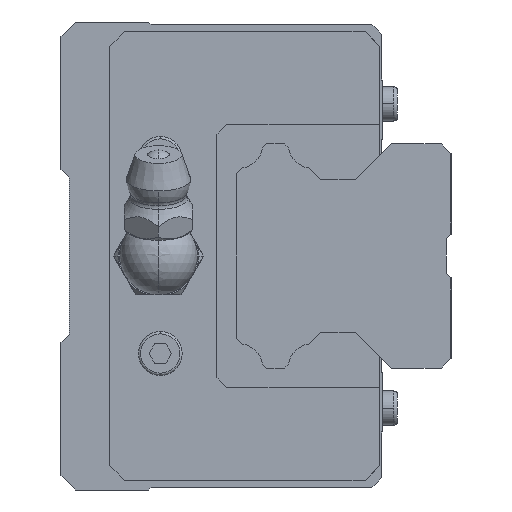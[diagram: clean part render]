
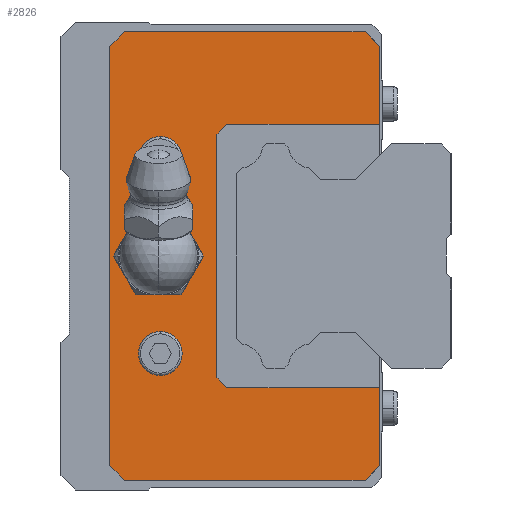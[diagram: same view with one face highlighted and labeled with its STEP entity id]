
A CAD part, left-side view. The second image highlights one B-rep face of the part: STEP entity #2826.
In plain terms, the highlighted planar face has unit normal (-1, 0, 0).
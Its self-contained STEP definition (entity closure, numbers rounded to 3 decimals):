
#2042 = EDGE_CURVE( '', #3376, #4038, #5504, .T. );
#2048 = EDGE_CURVE( '', #2436, #2786, #5511, .T. );
#2066 = EDGE_CURVE( '', #3848, #3800, #5530, .T. );
#2096 = EDGE_CURVE( '', #2158, #4016, #5566, .T. );
#2100 = EDGE_CURVE( '', #4910, #3376, #5570, .T. );
#2158 = VERTEX_POINT( '', #5632 );
#2380 = VERTEX_POINT( '', #5878 );
#2436 = VERTEX_POINT( '', #5942 );
#2462 = EDGE_CURVE( '', #2638, #3848, #5971, .T. );
#2638 = VERTEX_POINT( '', #6167 );
#2786 = VERTEX_POINT( '', #6328 );
#2826 = ADVANCED_FACE( '', ( #6376, #6377, #6378, #6379 ), #6380, .F. );
#2936 = EDGE_CURVE( '', #4250, #4760, #6502, .T. );
#2992 = EDGE_CURVE( '', #4016, #2158, #6563, .T. );
#3064 = EDGE_CURVE( '', #4760, #3754, #6642, .T. );
#3376 = VERTEX_POINT( '', #6982 );
#3458 = EDGE_CURVE( '', #3754, #4206, #7070, .T. );
#3570 = EDGE_CURVE( '', #3720, #4346, #7198, .T. );
#3614 = EDGE_CURVE( '', #3800, #4302, #7248, .T. );
#3664 = EDGE_CURVE( '', #4346, #3720, #7302, .T. );
#3720 = VERTEX_POINT( '', #7363 );
#3754 = VERTEX_POINT( '', #7401 );
#3800 = VERTEX_POINT( '', #7452 );
#3810 = VERTEX_POINT( '', #7463 );
#3848 = VERTEX_POINT( '', #7506 );
#3864 = EDGE_CURVE( '', #2638, #3810, #7522, .T. );
#4016 = VERTEX_POINT( '', #7683 );
#4020 = EDGE_CURVE( '', #3810, #2380, #7687, .T. );
#4038 = VERTEX_POINT( '', #7706 );
#4076 = EDGE_CURVE( '', #2380, #4910, #7745, .T. );
#4206 = VERTEX_POINT( '', #7892 );
#4250 = VERTEX_POINT( '', #7940 );
#4302 = VERTEX_POINT( '', #7996 );
#4304 = EDGE_CURVE( '', #2786, #2436, #7998, .T. );
#4346 = VERTEX_POINT( '', #8043 );
#4398 = EDGE_CURVE( '', #4302, #4590, #8101, .T. );
#4590 = VERTEX_POINT( '', #8310 );
#4760 = VERTEX_POINT( '', #8501 );
#4910 = VERTEX_POINT( '', #8665 );
#4988 = EDGE_CURVE( '', #4206, #4038, #8753, .T. );
#5014 = EDGE_CURVE( '', #4590, #4250, #8780, .T. );
#5504 = LINE( '', #9412, #9413 );
#5511 = CIRCLE( '', #9423, 2.25 );
#5530 = LINE( '', #9448, #9449 );
#5566 = CIRCLE( '', #9496, 3. );
#5570 = LINE( '', #9503, #9504 );
#5632 = CARTESIAN_POINT( '', ( 50.45, 33., 0. ) );
#5878 = CARTESIAN_POINT( '', ( 50.45, 24., -12.5 ) );
#5942 = CARTESIAN_POINT( '', ( 50.45, 32.067, 10. ) );
#5971 = LINE( '', #10069, #10070 );
#6167 = CARTESIAN_POINT( '', ( 50.45, 7.317, -13.5 ) );
#6328 = CARTESIAN_POINT( '', ( 50.45, 27.567, 10. ) );
#6376 = FACE_BOUND( '', #10619, .T. );
#6377 = FACE_BOUND( '', #10620, .T. );
#6378 = FACE_BOUND( '', #10621, .T. );
#6379 = FACE_OUTER_BOUND( '', #10622, .T. );
#6380 = PLANE( '', #10623 );
#6502 = LINE( '', #10784, #10785 );
#6563 = CIRCLE( '', #10865, 3. );
#6642 = LINE( '', #10977, #10978 );
#6982 = CARTESIAN_POINT( '', ( 50.45, 23., 13.5 ) );
#7070 = LINE( '', #11643, #11644 );
#7198 = CIRCLE( '', #11823, 2.25 );
#7248 = LINE( '', #11888, #11889 );
#7302 = CIRCLE( '', #11970, 2.25 );
#7363 = CARTESIAN_POINT( '', ( 50.45, 27.567, -10. ) );
#7401 = CARTESIAN_POINT( '', ( 50.45, 8.817, 23. ) );
#7452 = CARTESIAN_POINT( '', ( 50.45, 8.817, -23. ) );
#7463 = CARTESIAN_POINT( '', ( 50.45, 23., -13.5 ) );
#7506 = CARTESIAN_POINT( '', ( 50.45, 7.317, -21.5 ) );
#7522 = LINE( '', #12287, #12288 );
#7683 = CARTESIAN_POINT( '', ( 50.45, 27., 0. ) );
#7687 = LINE( '', #12547, #12548 );
#7706 = CARTESIAN_POINT( '', ( 50.45, 7.317, 13.5 ) );
#7745 = LINE( '', #12640, #12641 );
#7892 = CARTESIAN_POINT( '', ( 50.45, 7.317, 21.5 ) );
#7940 = CARTESIAN_POINT( '', ( 50.45, 35., 21.5 ) );
#7996 = CARTESIAN_POINT( '', ( 50.45, 33.5, -23. ) );
#7998 = CIRCLE( '', #12985, 2.25 );
#8043 = CARTESIAN_POINT( '', ( 50.45, 32.067, -10. ) );
#8101 = LINE( '', #13138, #13139 );
#8310 = CARTESIAN_POINT( '', ( 50.45, 35., -21.5 ) );
#8501 = CARTESIAN_POINT( '', ( 50.45, 33.5, 23. ) );
#8665 = CARTESIAN_POINT( '', ( 50.45, 24., 12.5 ) );
#8753 = LINE( '', #14089, #14090 );
#8780 = LINE( '', #14126, #14127 );
#9412 = CARTESIAN_POINT( '', ( 50.45, 14.25, 13.5 ) );
#9413 = VECTOR( '', #14748, 1. );
#9423 = AXIS2_PLACEMENT_3D( '', #14758, #14759, #14760 );
#9448 = CARTESIAN_POINT( '', ( 50.45, 2.238, -16.421 ) );
#9449 = VECTOR( '', #14774, 1. );
#9496 = AXIS2_PLACEMENT_3D( '', #14822, #14823, #14824 );
#9503 = CARTESIAN_POINT( '', ( 50.45, 22.5, 14. ) );
#9504 = VECTOR( '', #14826, 1. );
#10069 = CARTESIAN_POINT( '', ( 50.45, 7.317, -10.75 ) );
#10070 = VECTOR( '', #15305, 1. );
#10619 = EDGE_LOOP( '', ( #15837, #15838 ) );
#10620 = EDGE_LOOP( '', ( #15839, #15840 ) );
#10621 = EDGE_LOOP( '', ( #15841, #15842 ) );
#10622 = EDGE_LOOP( '', ( #15843, #15844, #15845, #15846, #15847, #15848, #15849, #15850, #15851, #15852, #15853, #15854, #15855, #15856 ) );
#10623 = AXIS2_PLACEMENT_3D( '', #15857, #15858, #15859 );
#10784 = CARTESIAN_POINT( '', ( 50.45, 32.25, 24.25 ) );
#10785 = VECTOR( '', #15985, 1. );
#10865 = AXIS2_PLACEMENT_3D( '', #16066, #16067, #16068 );
#10977 = CARTESIAN_POINT( '', ( 50.45, 7.159, 23. ) );
#10978 = VECTOR( '', #16169, 1. );
#11643 = CARTESIAN_POINT( '', ( 50.45, 1.488, 15.671 ) );
#11644 = VECTOR( '', #16604, 1. );
#11823 = AXIS2_PLACEMENT_3D( '', #16791, #16792, #16793 );
#11888 = CARTESIAN_POINT( '', ( 50.45, 19.5, -23. ) );
#11889 = VECTOR( '', #16849, 1. );
#11970 = AXIS2_PLACEMENT_3D( '', #16920, #16921, #16922 );
#12287 = CARTESIAN_POINT( '', ( 50.45, 6.409, -13.5 ) );
#12288 = VECTOR( '', #17175, 1. );
#12547 = CARTESIAN_POINT( '', ( 50.45, 22., -14.5 ) );
#12548 = VECTOR( '', #17335, 1. );
#12640 = CARTESIAN_POINT( '', ( 50.45, 24., -6.25 ) );
#12641 = VECTOR( '', #17373, 1. );
#12985 = AXIS2_PLACEMENT_3D( '', #17655, #17656, #17657 );
#13138 = CARTESIAN_POINT( '', ( 50.45, 33., -23.5 ) );
#13139 = VECTOR( '', #17762, 1. );
#14089 = CARTESIAN_POINT( '', ( 50.45, 7.317, -10.75 ) );
#14090 = VECTOR( '', #18469, 1. );
#14126 = CARTESIAN_POINT( '', ( 50.45, 35., 10.75 ) );
#14127 = VECTOR( '', #18492, 1. );
#14748 = DIRECTION( '', ( 0., -1., 0. ) );
#14758 = CARTESIAN_POINT( '', ( 50.45, 29.817, 10. ) );
#14759 = DIRECTION( '', ( 1., 0., 0. ) );
#14760 = DIRECTION( '', ( 0., 1., 0. ) );
#14774 = DIRECTION( '', ( 0., 0.707, -0.707 ) );
#14822 = CARTESIAN_POINT( '', ( 50.45, 30., 0. ) );
#14823 = DIRECTION( '', ( 1., 0., 0. ) );
#14824 = DIRECTION( '', ( 0., 1., 0. ) );
#14826 = DIRECTION( '', ( 0., -0.707, 0.707 ) );
#15305 = DIRECTION( '', ( 0., 0., -1. ) );
#15837 = ORIENTED_EDGE( '', *, *, #2096, .T. );
#15838 = ORIENTED_EDGE( '', *, *, #2992, .T. );
#15839 = ORIENTED_EDGE( '', *, *, #2048, .T. );
#15840 = ORIENTED_EDGE( '', *, *, #4304, .T. );
#15841 = ORIENTED_EDGE( '', *, *, #3664, .T. );
#15842 = ORIENTED_EDGE( '', *, *, #3570, .T. );
#15843 = ORIENTED_EDGE( '', *, *, #3864, .T. );
#15844 = ORIENTED_EDGE( '', *, *, #4020, .T. );
#15845 = ORIENTED_EDGE( '', *, *, #4076, .T. );
#15846 = ORIENTED_EDGE( '', *, *, #2100, .T. );
#15847 = ORIENTED_EDGE( '', *, *, #2042, .T. );
#15848 = ORIENTED_EDGE( '', *, *, #4988, .F. );
#15849 = ORIENTED_EDGE( '', *, *, #3458, .F. );
#15850 = ORIENTED_EDGE( '', *, *, #3064, .F. );
#15851 = ORIENTED_EDGE( '', *, *, #2936, .F. );
#15852 = ORIENTED_EDGE( '', *, *, #5014, .F. );
#15853 = ORIENTED_EDGE( '', *, *, #4398, .F. );
#15854 = ORIENTED_EDGE( '', *, *, #3614, .F. );
#15855 = ORIENTED_EDGE( '', *, *, #2066, .F. );
#15856 = ORIENTED_EDGE( '', *, *, #2462, .F. );
#15857 = CARTESIAN_POINT( '', ( 50.45, 5.5, 0. ) );
#15858 = DIRECTION( '', ( 1., 0., 0. ) );
#15859 = DIRECTION( '', ( 0., 0., -1. ) );
#15985 = DIRECTION( '', ( 0., -0.707, 0.707 ) );
#16066 = CARTESIAN_POINT( '', ( 50.45, 30., 0. ) );
#16067 = DIRECTION( '', ( 1., 0., 0. ) );
#16068 = DIRECTION( '', ( 0., 1., 0. ) );
#16169 = DIRECTION( '', ( 0., -1., 0. ) );
#16604 = DIRECTION( '', ( 0., -0.707, -0.707 ) );
#16791 = CARTESIAN_POINT( '', ( 50.45, 29.817, -10. ) );
#16792 = DIRECTION( '', ( 1., 0., 0. ) );
#16793 = DIRECTION( '', ( 0., 1., 0. ) );
#16849 = DIRECTION( '', ( 0., 1., 0. ) );
#16920 = CARTESIAN_POINT( '', ( 50.45, 29.817, -10. ) );
#16921 = DIRECTION( '', ( 1., 0., 0. ) );
#16922 = DIRECTION( '', ( 0., 1., 0. ) );
#17175 = DIRECTION( '', ( 0., 1., 0. ) );
#17335 = DIRECTION( '', ( 0., 0.707, 0.707 ) );
#17373 = DIRECTION( '', ( 0., 0., 1. ) );
#17655 = CARTESIAN_POINT( '', ( 50.45, 29.817, 10. ) );
#17656 = DIRECTION( '', ( 1., 0., 0. ) );
#17657 = DIRECTION( '', ( 0., 1., 0. ) );
#17762 = DIRECTION( '', ( 0., 0.707, 0.707 ) );
#18469 = DIRECTION( '', ( 0., 0., -1. ) );
#18492 = DIRECTION( '', ( 0., 0., 1. ) );
